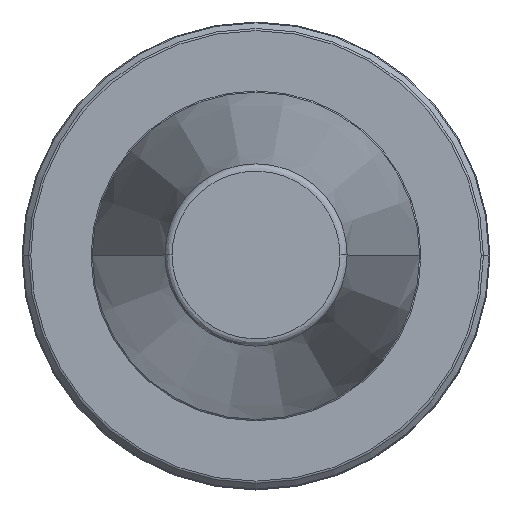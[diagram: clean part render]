
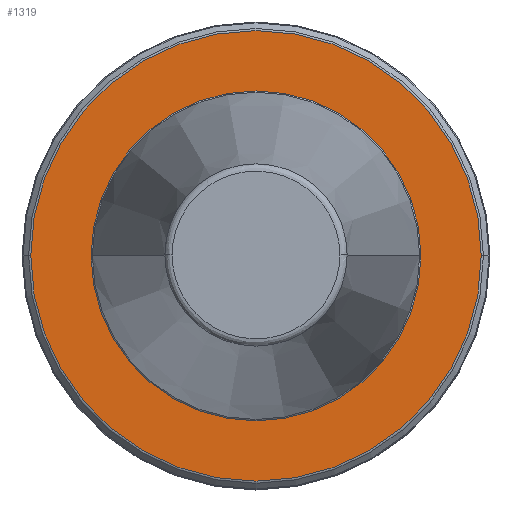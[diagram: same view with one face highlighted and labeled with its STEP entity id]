
A CAD part, top view. The second image highlights one B-rep face of the part: STEP entity #1319.
In plain terms, the highlighted planar face has unit normal (0, 0, 1).
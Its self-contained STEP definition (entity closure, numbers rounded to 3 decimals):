
#116 = AXIS2_PLACEMENT_3D ( 'NONE', #1021, #976, #960 ) ;
#122 = CIRCLE ( 'NONE', #1564, 22.401 ) ;
#190 = ORIENTED_EDGE ( 'NONE', *, *, #402, .F. ) ;
#236 = CIRCLE ( 'NONE', #1079, 30.594 ) ;
#308 = DIRECTION ( 'NONE',  ( 0., -1., 0. ) ) ;
#392 = VERTEX_POINT ( 'NONE', #400 ) ;
#400 = CARTESIAN_POINT ( 'NONE',  ( -30.594, 0., -3.19 ) ) ;
#402 = EDGE_CURVE ( 'NONE', #1387, #1260, #122, .T. ) ;
#451 = FACE_BOUND ( 'NONE', #915, .T. ) ;
#476 = DIRECTION ( 'NONE',  ( 1., 0., 0. ) ) ;
#479 = DIRECTION ( 'NONE',  ( 0., 0., 1. ) ) ;
#483 = CARTESIAN_POINT ( 'NONE',  ( 0., 0., -3.19 ) ) ;
#596 = CARTESIAN_POINT ( 'NONE',  ( 30.594, 0., -3.19 ) ) ;
#637 = EDGE_LOOP ( 'NONE', ( #876, #1177 ) ) ;
#706 = AXIS2_PLACEMENT_3D ( 'NONE', #1486, #1517, #1432 ) ;
#759 = CIRCLE ( 'NONE', #706, 22.401 ) ;
#831 = FACE_OUTER_BOUND ( 'NONE', #637, .T. ) ;
#876 = ORIENTED_EDGE ( 'NONE', *, *, #1281, .T. ) ;
#912 = EDGE_CURVE ( 'NONE', #1260, #1387, #759, .T. ) ;
#915 = EDGE_LOOP ( 'NONE', ( #190, #1098 ) ) ;
#946 = CARTESIAN_POINT ( 'NONE',  ( -22.401, 0., -3.19 ) ) ;
#960 = DIRECTION ( 'NONE',  ( 1., 0., 0. ) ) ;
#976 = DIRECTION ( 'NONE',  ( 0., 0., 1. ) ) ;
#1002 = PLANE ( 'NONE',  #116 ) ;
#1021 = CARTESIAN_POINT ( 'NONE',  ( 0., 0., -3.19 ) ) ;
#1061 = AXIS2_PLACEMENT_3D ( 'NONE', #1106, #1104, #1101 ) ;
#1072 = CIRCLE ( 'NONE', #1061, 30.594 ) ;
#1079 = AXIS2_PLACEMENT_3D ( 'NONE', #483, #479, #476 ) ;
#1092 = CARTESIAN_POINT ( 'NONE',  ( 22.401, 0., -3.19 ) ) ;
#1098 = ORIENTED_EDGE ( 'NONE', *, *, #912, .F. ) ;
#1101 = DIRECTION ( 'NONE',  ( 1., 0., 0. ) ) ;
#1104 = DIRECTION ( 'NONE',  ( 0., 0., 1. ) ) ;
#1106 = CARTESIAN_POINT ( 'NONE',  ( 0., 0., -3.19 ) ) ;
#1107 = DIRECTION ( 'NONE',  ( 0., 0., 1. ) ) ;
#1112 = CARTESIAN_POINT ( 'NONE',  ( 0., 0., -3.19 ) ) ;
#1177 = ORIENTED_EDGE ( 'NONE', *, *, #1512, .T. ) ;
#1260 = VERTEX_POINT ( 'NONE', #1092 ) ;
#1281 = EDGE_CURVE ( 'NONE', #1472, #392, #1072, .T. ) ;
#1319 = ADVANCED_FACE ( 'NONE', ( #831, #451 ), #1002, .T. ) ;
#1387 = VERTEX_POINT ( 'NONE', #946 ) ;
#1432 = DIRECTION ( 'NONE',  ( 0., -1., 0. ) ) ;
#1472 = VERTEX_POINT ( 'NONE', #596 ) ;
#1486 = CARTESIAN_POINT ( 'NONE',  ( 0., 0., -3.19 ) ) ;
#1512 = EDGE_CURVE ( 'NONE', #392, #1472, #236, .T. ) ;
#1517 = DIRECTION ( 'NONE',  ( 0., 0., 1. ) ) ;
#1564 = AXIS2_PLACEMENT_3D ( 'NONE', #1112, #1107, #308 ) ;
